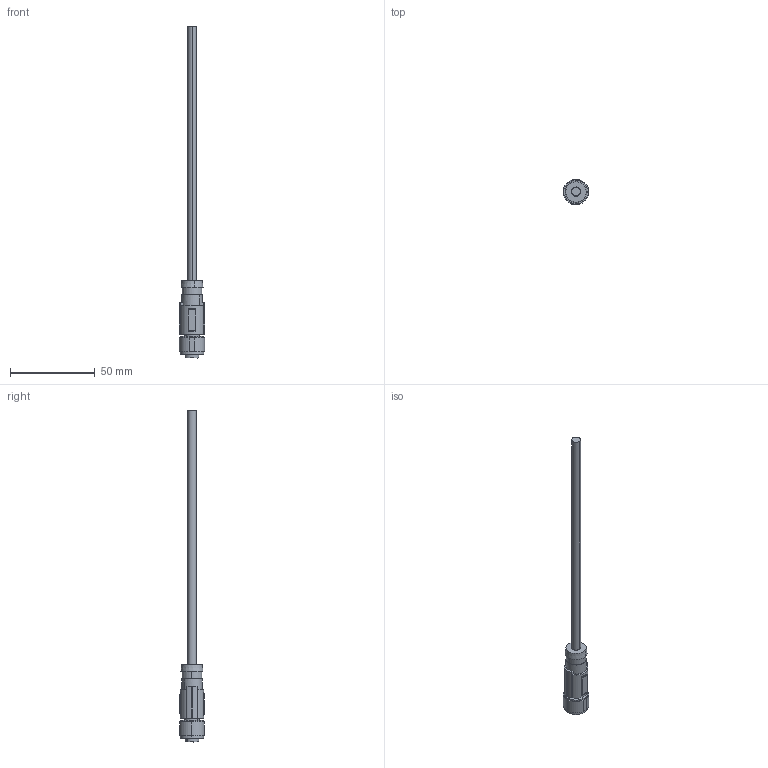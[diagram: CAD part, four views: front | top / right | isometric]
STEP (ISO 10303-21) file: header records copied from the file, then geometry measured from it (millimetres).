
FILE_DESCRIPTION (( 'STEP AP214' ), '1' );
FILE_NAME ('0E011451_mit Kabel.STEP', '2025-05-07T13:15:35', ( '' ), ( '' ), 'SwSTEP 2.0', 'SolidWorks 2024', '' );
FILE_SCHEMA (( 'AUTOMOTIVE_DESIGN' ));
Length unit declared in the file: millimetre
Products named in the file (3): 0E011451(2); SAC_5P_M12FS_SH-select_1; 0E011451_mit Kabel
Assembly tree (2 placements, depth 3):
  0E011451_mit Kabel
    0E011451(2)
      SAC_5P_M12FS_SH-select_1
Bounding box: 15.03 x 14.71 x 195.6 mm (x, y, z)
Volume: 9254.5 mm3; surface area: 5764.7 mm2
Topology: 1 solids, 1 shells, 408 faces, 1111 edges, 738 vertices
Faces by surface type: plane 301, cylinder 99, cone 4, torus 4
Entity records: 13017 total; most frequent: CARTESIAN_POINT 2409, ORIENTED_EDGE 2222, DIRECTION 2148, EDGE_CURVE 1111, VECTOR 882, LINE 882, VERTEX_POINT 738, AXIS2_PLACEMENT_3D 633
